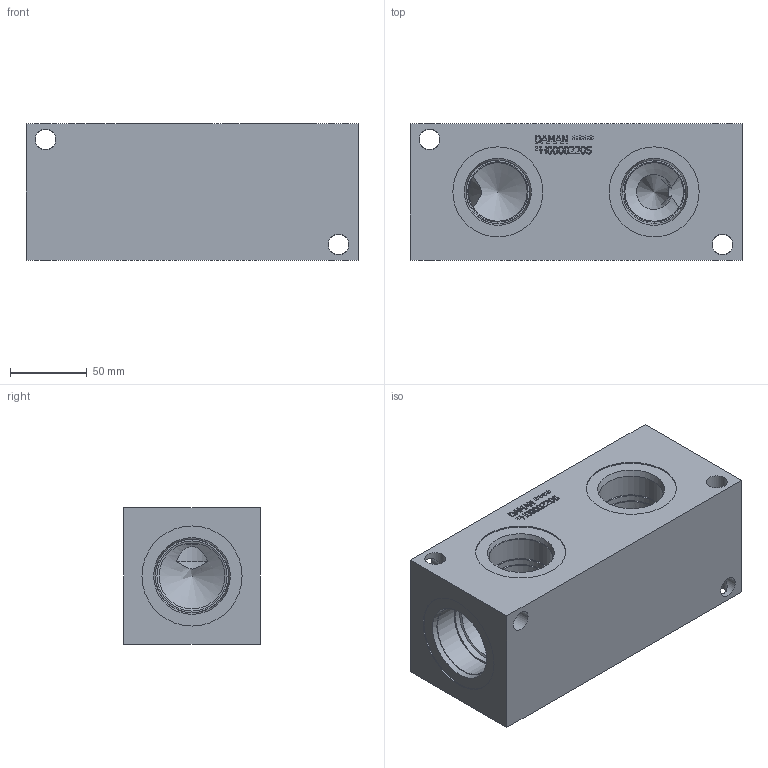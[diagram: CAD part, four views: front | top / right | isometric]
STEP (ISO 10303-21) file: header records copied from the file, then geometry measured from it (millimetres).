
FILE_DESCRIPTION(/* description */ (''),/* implementation_level */ '2;1');
FILE_NAME(/* name */ '_H0000220S.stp',/* time_stamp */ '2022-06-03T14:07:22-04:00',/* author */ ('bobbyh'),/* organization */ (''),/* preprocessor_version */ 'ST-DEVELOPER v18',/* originating_system */ 'Autodesk Inventor 2020',/* authorisation */ '');
FILE_SCHEMA (('AUTOMOTIVE_DESIGN { 1 0 10303 214 3 1 1 }'));
Length unit declared in the file: millimetre
Products named in the file (1): Part_+H0000220S_3D
Bounding box: 215.9 x 88.9 x 88.9 mm (x, y, z)
Volume: 1419194.6 mm3; surface area: 124802 mm2
Topology: 1 solids, 1 shells, 360 faces, 989 edges, 660 vertices
Faces by surface type: plane 210, bspline 106, cylinder 28, cone 16
Full cylindrical faces by diameter (mm): 13.487 x8, 38.1 x2, 39.218 x2, 41.275 x1, 41.28 x1, 41.758 x1, 42.875 x2, 43.51 x1, 45.568 x2, 47.625 x2, 48.057 x2, 58.572 x2, 65.126 x2
Entity records: 12368 total; most frequent: CARTESIAN_POINT 3497, ORIENTED_EDGE 1972, DIRECTION 1370, EDGE_CURVE 986, LINE 668, VECTOR 668, VERTEX_POINT 660, EDGE_LOOP 408
